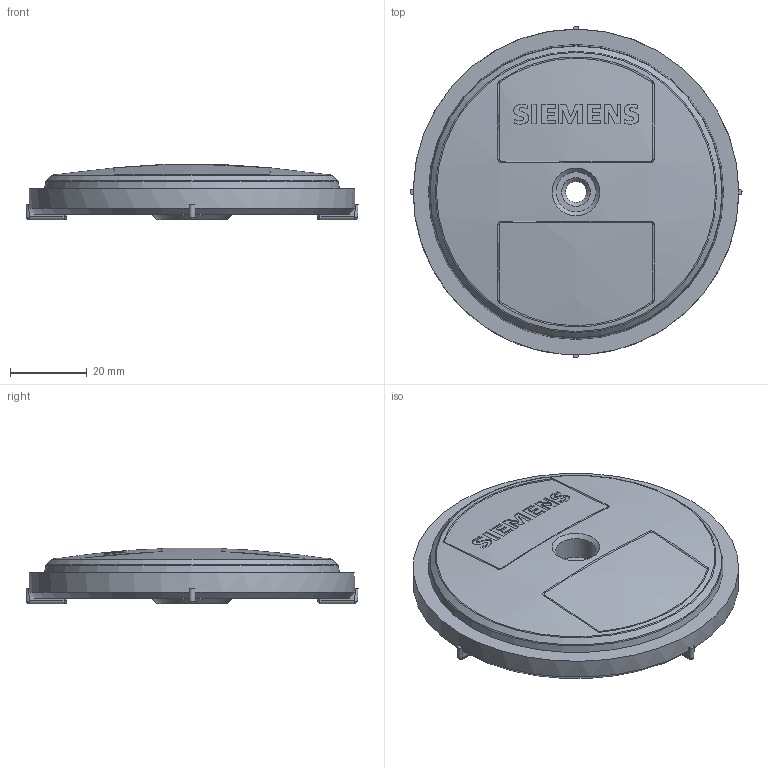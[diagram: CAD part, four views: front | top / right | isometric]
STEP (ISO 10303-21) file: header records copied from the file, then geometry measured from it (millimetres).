
FILE_DESCRIPTION(/* description */ (''),/* implementation_level */ '2;1');
FILE_NAME(/* name */ 'A5E51004810A-001-MDS_Dx39.stp',/* time_stamp */ '2021-04-26T11:25:10+02:00',/* author */ (''),/* organization */ (''),/* preprocessor_version */ 'ST-DEVELOPER v16.7',/* originating_system */ 'SIEMENS PLM Software NX 12.0',/* authorisation */ '');
FILE_SCHEMA (('AUTOMOTIVE_DESIGN { 1 0 10303 214 3 1 1 1 }'));
Length unit declared in the file: millimetre
Products named in the file (1): A5E51004810A-001-MDS_Dx39
Bounding box: 86.64 x 86.64 x 14.54 mm (x, y, z)
Volume: 59190.2 mm3; surface area: 13992.1 mm2
Topology: 1 solids, 1 shells, 146 faces, 395 edges, 250 vertices
Faces by surface type: bspline 51, plane 45, cylinder 20, sphere 18, cone 10, torus 2
Full cylindrical faces by diameter (mm): 5.5 x1, 10.5 x1, 43.5 x1, 85 x1
Entity records: 8932 total; most frequent: CARTESIAN_POINT 5800, ORIENTED_EDGE 728, DIRECTION 486, EDGE_CURVE 364, VERTEX_POINT 245, AXIS2_PLACEMENT_3D 183, EDGE_LOOP 173, ADVANCED_FACE 146
